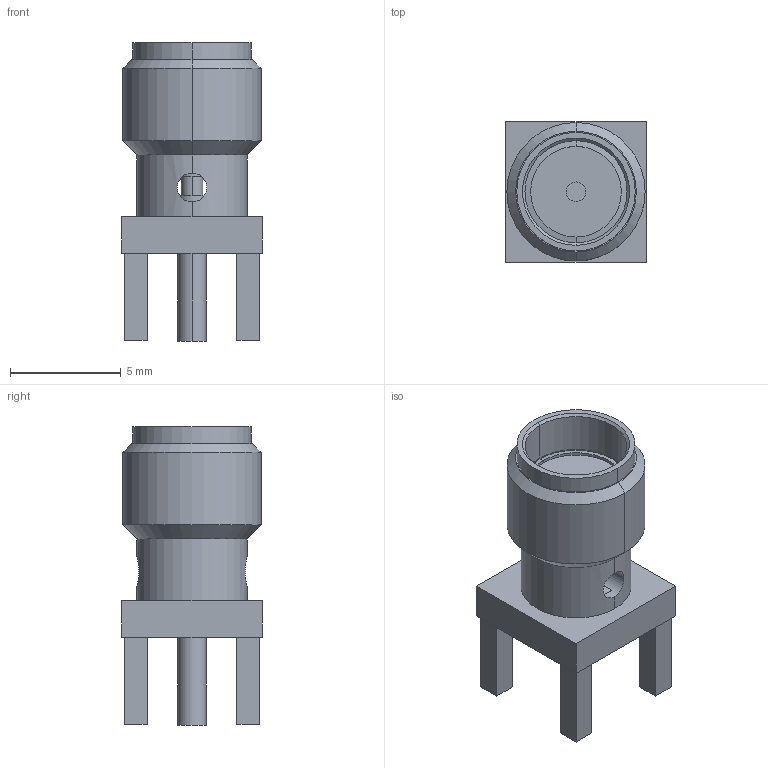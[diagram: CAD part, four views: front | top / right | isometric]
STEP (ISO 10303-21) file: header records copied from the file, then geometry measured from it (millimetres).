
FILE_DESCRIPTION((''),'2;1');
FILE_NAME('C-1053354-01-3','2007-09-01T',('workeradm'),('Tyco Electronics Corporation'),'PRO/ENGINEER BY PARAMETRIC TECHNOLOGY CORPORATION, 2005450','PRO/ENGINEER BY PARAMETRIC TECHNOLOGY CORPORATION, 2005450','');
FILE_SCHEMA(('CONFIG_CONTROL_DESIGN', 'GEOMETRIC_VALIDATION_PROPERTIES_MIM'));
Length unit declared in the file: millimetre
Products named in the file (1): C-1053354-01-3
Bounding box: 6.35 x 6.35 x 13.51 mm (x, y, z)
Volume: 242.6 mm3; surface area: 409.7 mm2
Topology: 1 solids, 1 shells, 77 faces, 184 edges, 118 vertices
Faces by surface type: plane 39, cylinder 30, cone 8
Entity records: 2473 total; most frequent: CARTESIAN_POINT 538, DIRECTION 372, ORIENTED_EDGE 368, EDGE_CURVE 184, AXIS2_PLACEMENT_3D 133, VERTEX_POINT 118, VECTOR 106, LINE 106
